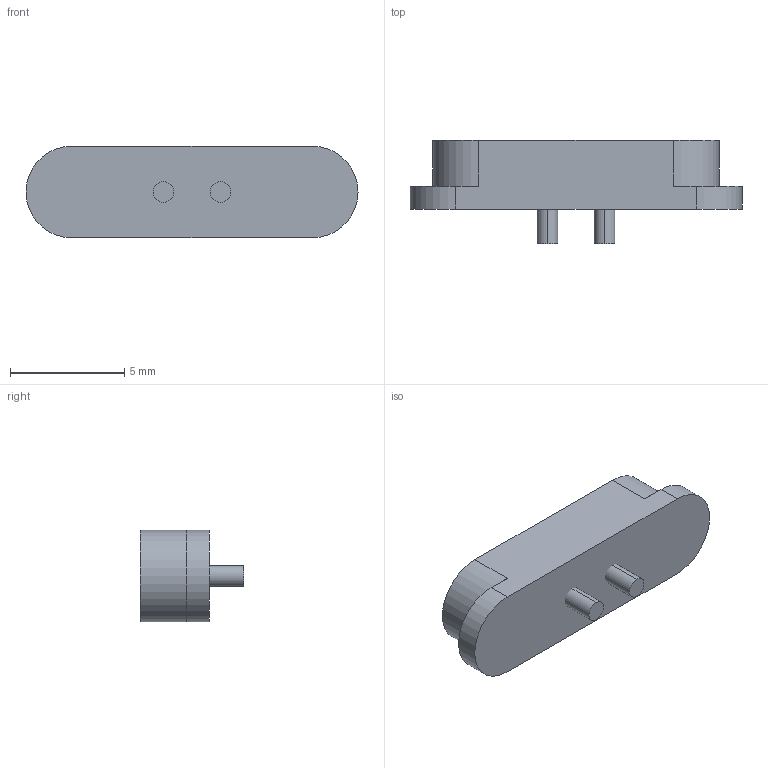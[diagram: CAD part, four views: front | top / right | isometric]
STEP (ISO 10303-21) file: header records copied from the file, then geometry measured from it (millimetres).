
FILE_DESCRIPTION (( 'STEP AP214' ), '1' );
FILE_NAME ('Female.STEP', '2025-05-10T20:19:45', ( '' ), ( '' ), 'SwSTEP 2.0', 'SolidWorks 2025', '' );
FILE_SCHEMA (( 'AUTOMOTIVE_DESIGN' ));
Length unit declared in the file: millimetre
Products named in the file (1): Female
Bounding box: 14.5 x 4.5 x 4 mm (x, y, z)
Volume: 152.2 mm3; surface area: 301.5 mm2
Topology: 5 solids, 5 shells, 38 faces, 72 edges, 48 vertices
Faces by surface type: cylinder 20, plane 18
Entity records: 1035 total; most frequent: DIRECTION 190, CARTESIAN_POINT 159, ORIENTED_EDGE 144, AXIS2_PLACEMENT_3D 79, EDGE_CURVE 72, VERTEX_POINT 48, EDGE_LOOP 42, CIRCLE 40
